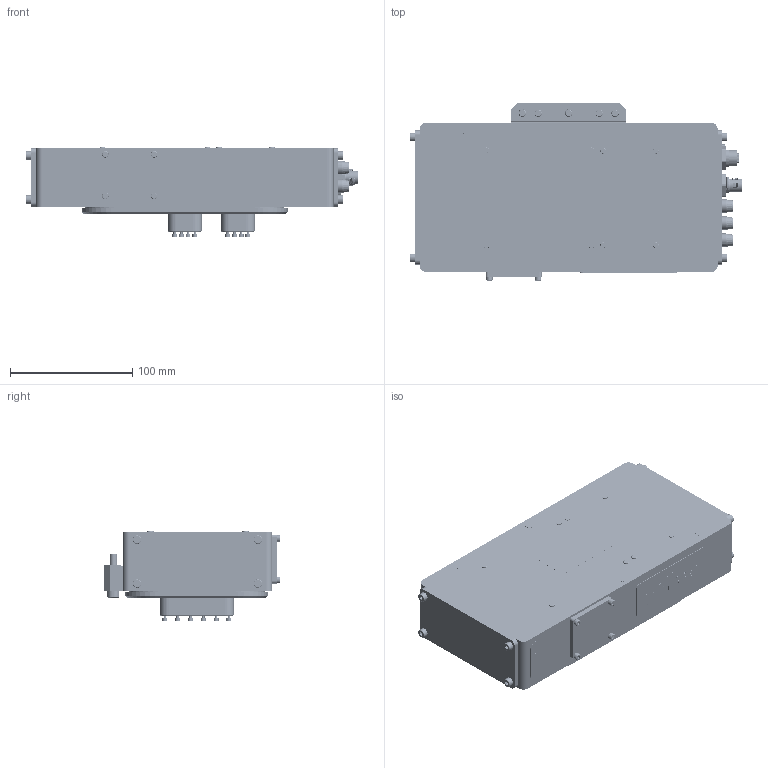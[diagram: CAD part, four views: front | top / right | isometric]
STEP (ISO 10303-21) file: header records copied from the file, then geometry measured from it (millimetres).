
FILE_DESCRIPTION (( 'STEP AP214' ), '1' );
FILE_NAME ('P7501-821.STEP', '2023-05-08T11:44:39', ( '' ), ( '' ), 'SwSTEP 2.0', 'SolidWorks 2021', '' );
FILE_SCHEMA (( 'AUTOMOTIVE_DESIGN' ));
Length unit declared in the file: millimetre
Products named in the file (1): P7501-821
Bounding box: 272 x 145 x 73.3 mm (x, y, z)
Volume: 1664488.2 mm3; surface area: 353321.9 mm2
Topology: 114 solids, 116 shells, 6127 faces, 15231 edges, 9881 vertices
Faces by surface type: plane 2910, cylinder 1522, bspline 1261, cone 288, torus 122, sphere 24
Entity records: 304644 total; most frequent: CARTESIAN_POINT 96965, ORIENTED_EDGE 30220, DIRECTION 25326, EDGE_CURVE 15110, VERTEX_POINT 9861, LINE 8718, VECTOR 8718, AXIS2_PLACEMENT_3D 8304
